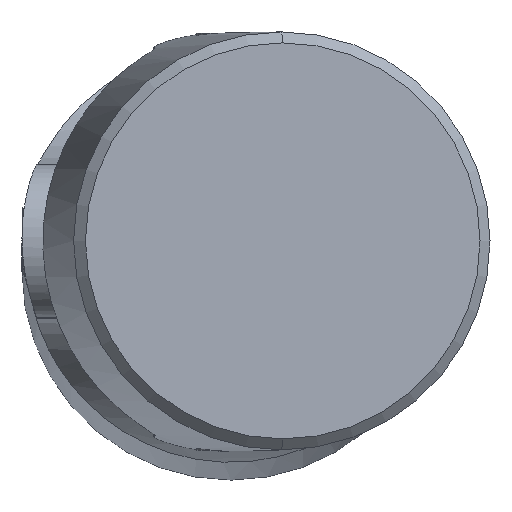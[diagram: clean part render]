
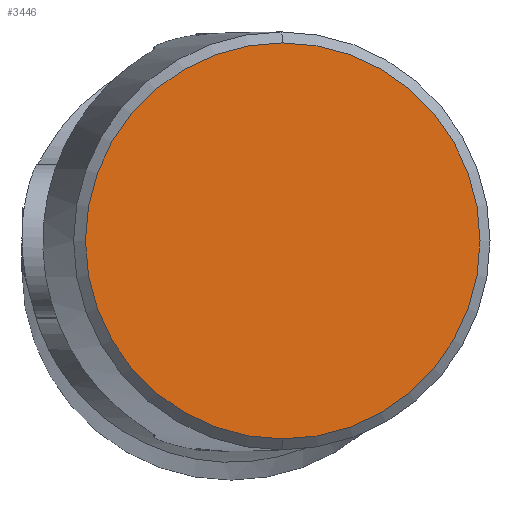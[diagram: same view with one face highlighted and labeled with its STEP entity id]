
A CAD part, top view. The second image highlights one B-rep face of the part: STEP entity #3446.
In plain terms, the highlighted face is planar.
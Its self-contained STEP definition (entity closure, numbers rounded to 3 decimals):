
#6=CARTESIAN_POINT('',(0.,0.,0.));
#7=DIRECTION('',(0.,0.,1.));
#8=DIRECTION('',(-1.,0.,0.));
#9=AXIS2_PLACEMENT_3D('',#6,#7,#8);
#11=CARTESIAN_POINT('',(0.,0.,0.));
#12=DIRECTION('',(0.,0.,1.));
#13=DIRECTION('',(1.,0.,0.));
#14=AXIS2_PLACEMENT_3D('',#11,#12,#13);
#3358=CARTESIAN_POINT('',(18.05,0.,0.));
#3359=CARTESIAN_POINT('',(-18.05,0.,0.));
#3360=VERTEX_POINT('',#3358);
#3361=VERTEX_POINT('',#3359);
#3436=CARTESIAN_POINT('',(0.,0.,0.));
#3437=DIRECTION('',(0.,0.,1.));
#3438=DIRECTION('',(1.,0.,0.));
#3439=AXIS2_PLACEMENT_3D('',#3436,#3437,#3438);
#3440=PLANE('',#3439);
#3442=ORIENTED_EDGE('',*,*,#3441,.T.);
#3443=ORIENTED_EDGE('',*,*,#3425,.T.);
#3444=EDGE_LOOP('',(#3442,#3443));
#3445=FACE_OUTER_BOUND('',#3444,.F.);
#3446=ADVANCED_FACE('',(#3445),#3440,.F.);
#10=CIRCLE('',#9,18.05);
#15=CIRCLE('',#14,18.05);
#3425=EDGE_CURVE('',#3360,#3361,#15,.T.);
#3441=EDGE_CURVE('',#3361,#3360,#10,.T.);
